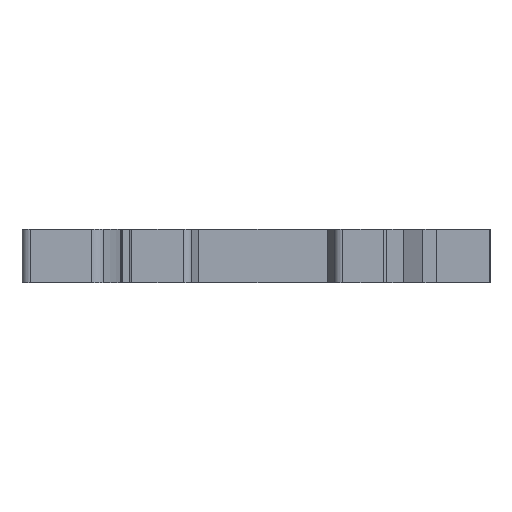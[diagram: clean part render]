
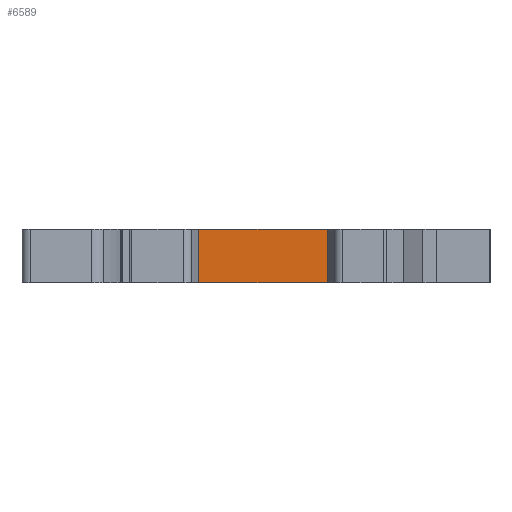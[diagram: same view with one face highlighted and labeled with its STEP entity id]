
A CAD part, front view. The second image highlights one B-rep face of the part: STEP entity #6589.
In plain terms, the highlighted planar face has unit normal (0, -1, 0).
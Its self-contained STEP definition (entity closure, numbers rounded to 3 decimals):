
#28 = ORIENTED_EDGE ( 'NONE', *, *, #5200, .F. ) ;
#389 = CARTESIAN_POINT ( 'NONE',  ( -12.716, -14.109, 0.178 ) ) ;
#818 = LINE ( 'NONE', #19372, #17302 ) ;
#1226 = EDGE_CURVE ( 'NONE', #2270, #9027, #3005, .T. ) ;
#1936 = EDGE_CURVE ( 'NONE', #3628, #9027, #22913, .T. ) ;
#2270 = VERTEX_POINT ( 'NONE', #10236 ) ;
#2684 = ORIENTED_EDGE ( 'NONE', *, *, #4226, .T. ) ;
#3005 = LINE ( 'NONE', #24858, #24340 ) ;
#3628 = VERTEX_POINT ( 'NONE', #20869 ) ;
#4181 = VECTOR ( 'NONE', #24730, 1000. ) ;
#4226 = EDGE_CURVE ( 'NONE', #24429, #2270, #19972, .T. ) ;
#5135 = DIRECTION ( 'NONE',  ( 0., -1., 0. ) ) ;
#5200 = EDGE_CURVE ( 'NONE', #24429, #3628, #818, .T. ) ;
#6463 = CARTESIAN_POINT ( 'NONE',  ( 2.204, -14.109, 0.178 ) ) ;
#6589 = ADVANCED_FACE ( 'NONE', ( #8361 ), #25645, .T. ) ;
#7113 = EDGE_LOOP ( 'NONE', ( #11297, #13803, #28, #2684 ) ) ;
#8361 = FACE_OUTER_BOUND ( 'NONE', #7113, .T. ) ;
#9027 = VERTEX_POINT ( 'NONE', #19945 ) ;
#10236 = CARTESIAN_POINT ( 'NONE',  ( 2.204, -14.109, 0.178 ) ) ;
#11297 = ORIENTED_EDGE ( 'NONE', *, *, #1226, .T. ) ;
#11964 = VECTOR ( 'NONE', #12901, 1000. ) ;
#12777 = CARTESIAN_POINT ( 'NONE',  ( -12.716, -14.109, 6.378 ) ) ;
#12901 = DIRECTION ( 'NONE',  ( 1., 0., 0. ) ) ;
#12929 = AXIS2_PLACEMENT_3D ( 'NONE', #17477, #5135, #19528 ) ;
#13803 = ORIENTED_EDGE ( 'NONE', *, *, #1936, .F. ) ;
#17302 = VECTOR ( 'NONE', #19452, 1000. ) ;
#17477 = CARTESIAN_POINT ( 'NONE',  ( 2.204, -14.109, 0.178 ) ) ;
#19372 = CARTESIAN_POINT ( 'NONE',  ( -12.716, -14.109, 0.178 ) ) ;
#19452 = DIRECTION ( 'NONE',  ( 0., 0., 1. ) ) ;
#19528 = DIRECTION ( 'NONE',  ( 1., 0., 0. ) ) ;
#19945 = CARTESIAN_POINT ( 'NONE',  ( 2.204, -14.109, 6.378 ) ) ;
#19972 = LINE ( 'NONE', #6463, #4181 ) ;
#20869 = CARTESIAN_POINT ( 'NONE',  ( -12.716, -14.109, 6.378 ) ) ;
#22913 = LINE ( 'NONE', #12777, #11964 ) ;
#24131 = DIRECTION ( 'NONE',  ( 0., 0., 1. ) ) ;
#24340 = VECTOR ( 'NONE', #24131, 1000. ) ;
#24429 = VERTEX_POINT ( 'NONE', #389 ) ;
#24730 = DIRECTION ( 'NONE',  ( 1., 0., 0. ) ) ;
#24858 = CARTESIAN_POINT ( 'NONE',  ( 2.204, -14.109, 0.178 ) ) ;
#25645 = PLANE ( 'NONE',  #12929 ) ;
